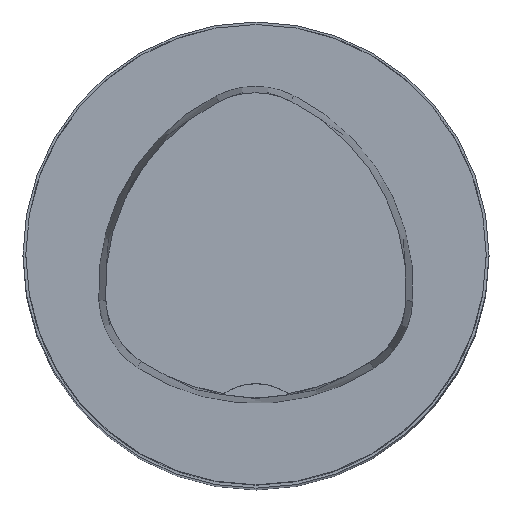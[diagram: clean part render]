
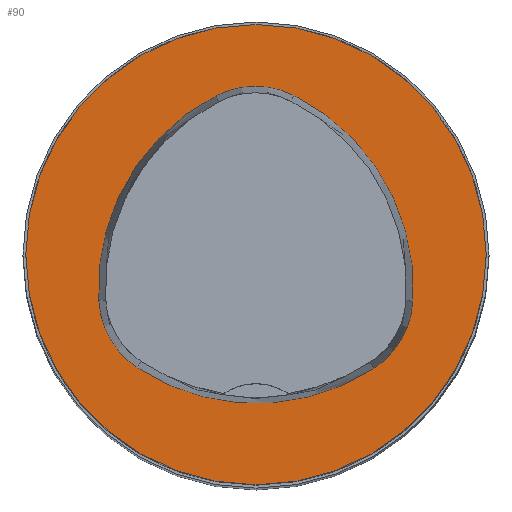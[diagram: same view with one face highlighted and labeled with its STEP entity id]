
A CAD part, top view. The second image highlights one B-rep face of the part: STEP entity #90.
In plain terms, the highlighted planar face has unit normal (0, 0, 1).
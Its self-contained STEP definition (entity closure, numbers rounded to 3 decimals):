
#36=PLANE('',#487);
#90=ADVANCED_FACE('',(#137,#138),#36,.T.);
#112=CIRCLE('',#459,16.);
#113=CIRCLE('',#465,15.);
#115=CIRCLE('',#468,6.);
#117=CIRCLE('',#471,15.);
#119=CIRCLE('',#474,6.);
#123=CIRCLE('',#479,15.);
#125=CIRCLE('',#482,6.);
#137=FACE_BOUND('',#156,.T.);
#138=FACE_BOUND('',#157,.T.);
#156=EDGE_LOOP('',(#239,#240,#241,#242,#243,#244));
#157=EDGE_LOOP('',(#245));
#239=ORIENTED_EDGE('',*,*,#363,.T.);
#240=ORIENTED_EDGE('',*,*,#343,.T.);
#241=ORIENTED_EDGE('',*,*,#347,.T.);
#242=ORIENTED_EDGE('',*,*,#350,.T.);
#243=ORIENTED_EDGE('',*,*,#353,.T.);
#244=ORIENTED_EDGE('',*,*,#361,.T.);
#245=ORIENTED_EDGE('',*,*,#334,.F.);
#298=VERTEX_POINT('',#672);
#307=VERTEX_POINT('',#691);
#308=VERTEX_POINT('',#692);
#311=VERTEX_POINT('',#700);
#313=VERTEX_POINT('',#706);
#315=VERTEX_POINT('',#712);
#322=VERTEX_POINT('',#733);
#334=EDGE_CURVE('',#298,#298,#112,.T.);
#343=EDGE_CURVE('',#307,#308,#113,.T.);
#347=EDGE_CURVE('',#308,#311,#115,.T.);
#350=EDGE_CURVE('',#311,#313,#117,.T.);
#353=EDGE_CURVE('',#313,#315,#119,.T.);
#361=EDGE_CURVE('',#315,#322,#123,.T.);
#363=EDGE_CURVE('',#322,#307,#125,.T.);
#459=AXIS2_PLACEMENT_3D('',#671,#530,#531);
#465=AXIS2_PLACEMENT_3D('',#690,#546,#547);
#468=AXIS2_PLACEMENT_3D('',#699,#554,#555);
#471=AXIS2_PLACEMENT_3D('',#705,#561,#562);
#474=AXIS2_PLACEMENT_3D('',#711,#568,#569);
#479=AXIS2_PLACEMENT_3D('',#734,#580,#581);
#482=AXIS2_PLACEMENT_3D('',#737,#586,#587);
#487=AXIS2_PLACEMENT_3D('',#742,#596,#597);
#530=DIRECTION('',(0.,0.,-1.));
#531=DIRECTION('',(-1.,0.,0.));
#546=DIRECTION('',(0.,0.,-1.));
#547=DIRECTION('',(-1.,0.,0.));
#554=DIRECTION('',(0.,0.,-1.));
#555=DIRECTION('',(-1.,0.,0.));
#561=DIRECTION('',(0.,0.,-1.));
#562=DIRECTION('',(-1.,0.,0.));
#568=DIRECTION('',(0.,0.,-1.));
#569=DIRECTION('',(-1.,0.,0.));
#580=DIRECTION('',(0.,0.,-1.));
#581=DIRECTION('',(-1.,0.,0.));
#586=DIRECTION('',(0.,0.,-1.));
#587=DIRECTION('',(-1.,0.,0.));
#596=DIRECTION('',(0.,0.,1.));
#597=DIRECTION('',(1.,0.,0.));
#671=CARTESIAN_POINT('',(0.,0.,0.));
#672=CARTESIAN_POINT('',(-16.,0.,0.));
#690=CARTESIAN_POINT('',(4.048,-2.316,0.));
#691=CARTESIAN_POINT('',(-10.926,-3.206,0.));
#692=CARTESIAN_POINT('',(-2.774,11.043,0.));
#699=CARTESIAN_POINT('',(-0.045,5.7,0.));
#700=CARTESIAN_POINT('',(2.638,11.066,0.));
#705=CARTESIAN_POINT('',(-4.07,-2.35,0.));
#706=CARTESIAN_POINT('',(10.903,-3.249,0.));
#711=CARTESIAN_POINT('',(4.914,-2.889,0.));
#712=CARTESIAN_POINT('',(8.177,-7.924,0.));
#733=CARTESIAN_POINT('',(-8.24,-7.859,0.));
#734=CARTESIAN_POINT('',(0.019,4.663,0.));
#737=CARTESIAN_POINT('',(-4.936,-2.85,0.));
#742=CARTESIAN_POINT('',(0.,0.,0.));
